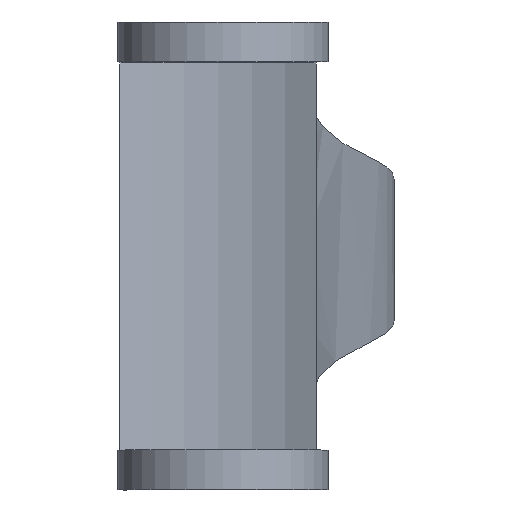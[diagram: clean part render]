
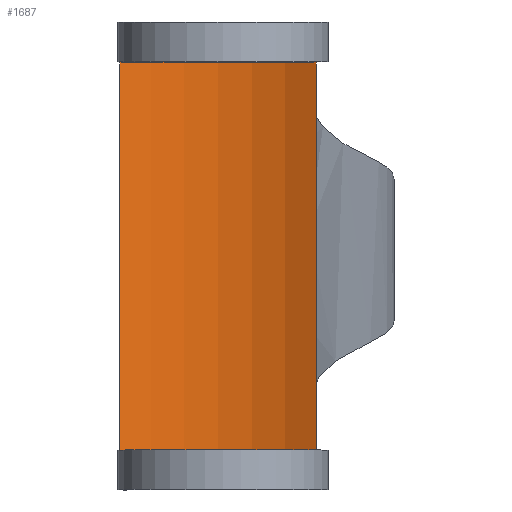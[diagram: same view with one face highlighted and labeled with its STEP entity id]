
A CAD part, top view. The second image highlights one B-rep face of the part: STEP entity #1687.
In plain terms, the highlighted cylindrical face has radius 15.5 mm (diameter 31 mm), a partial arc.
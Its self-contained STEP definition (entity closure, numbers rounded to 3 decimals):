
#80 = CARTESIAN_POINT ( 'NONE',  ( 2.594, 225.982, -7.815 ) ) ;
#81 = CARTESIAN_POINT ( 'NONE',  ( -4.877, 235.815, 5.766 ) ) ;
#91 = CARTESIAN_POINT ( 'NONE',  ( -12.343, 206.315, -7.817 ) ) ;
#190 = B_SPLINE_CURVE_WITH_KNOTS ( 'NONE', 3,
 ( #1482, #80, #1514, #207 ),
 .UNSPECIFIED., .F., .F.,
 ( 4, 4 ),
 ( -2.95, 0. ),
 .UNSPECIFIED. ) ;
#207 = CARTESIAN_POINT ( 'NONE',  ( 2.594, 206.315, -7.815 ) ) ;
#291 = VERTEX_POINT ( 'NONE', #1067 ) ;
#319 = CIRCLE ( 'NONE', #1353, 15.5 ) ;
#527 = CARTESIAN_POINT ( 'NONE',  ( 2.594, 206.315, -7.815 ) ) ;
#547 = ORIENTED_EDGE ( 'NONE', *, *, #1376, .F. ) ;
#586 = B_SPLINE_CURVE_WITH_KNOTS ( 'NONE', 3,
 ( #91, #654, #1063, #809 ),
 .UNSPECIFIED., .F., .F.,
 ( 4, 4 ),
 ( -2.95, 0. ),
 .UNSPECIFIED. ) ;
#643 = ORIENTED_EDGE ( 'NONE', *, *, #1427, .T. ) ;
#654 = CARTESIAN_POINT ( 'NONE',  ( -12.343, 216.148, -7.817 ) ) ;
#782 = CYLINDRICAL_SURFACE ( 'NONE', #1686, 15.5 ) ;
#809 = CARTESIAN_POINT ( 'NONE',  ( -12.343, 235.815, -7.817 ) ) ;
#891 = EDGE_CURVE ( 'NONE', #1390, #1680, #1383, .T. ) ;
#893 = EDGE_CURVE ( 'NONE', #1680, #1371, #190, .T. ) ;
#901 = CARTESIAN_POINT ( 'NONE',  ( -4.877, 235.815, 5.766 ) ) ;
#941 = DIRECTION ( 'NONE',  ( -1., 0., 0. ) ) ;
#968 = EDGE_LOOP ( 'NONE', ( #547, #643, #1263, #1812 ) ) ;
#1061 = DIRECTION ( 'NONE',  ( 0., -1., 0. ) ) ;
#1063 = CARTESIAN_POINT ( 'NONE',  ( -12.343, 225.982, -7.817 ) ) ;
#1067 = CARTESIAN_POINT ( 'NONE',  ( -12.343, 206.315, -7.817 ) ) ;
#1069 = CARTESIAN_POINT ( 'NONE',  ( 2.594, 235.815, -7.815 ) ) ;
#1076 = DIRECTION ( 'NONE',  ( -1., 0., 0. ) ) ;
#1080 = CARTESIAN_POINT ( 'NONE',  ( -12.343, 235.815, -7.817 ) ) ;
#1192 = DIRECTION ( 'NONE',  ( 0., -1., 0. ) ) ;
#1199 = DIRECTION ( 'NONE',  ( 0., -1., 0. ) ) ;
#1263 = ORIENTED_EDGE ( 'NONE', *, *, #893, .F. ) ;
#1353 = AXIS2_PLACEMENT_3D ( 'NONE', #1666, #1192, #1771 ) ;
#1371 = VERTEX_POINT ( 'NONE', #527 ) ;
#1376 = EDGE_CURVE ( 'NONE', #291, #1390, #586, .T. ) ;
#1383 = CIRCLE ( 'NONE', #1834, 15.5 ) ;
#1390 = VERTEX_POINT ( 'NONE', #1080 ) ;
#1427 = EDGE_CURVE ( 'NONE', #291, #1371, #319, .T. ) ;
#1482 = CARTESIAN_POINT ( 'NONE',  ( 2.594, 235.815, -7.815 ) ) ;
#1514 = CARTESIAN_POINT ( 'NONE',  ( 2.594, 216.148, -7.815 ) ) ;
#1655 = FACE_OUTER_BOUND ( 'NONE', #968, .T. ) ;
#1666 = CARTESIAN_POINT ( 'NONE',  ( -4.877, 206.315, 5.766 ) ) ;
#1680 = VERTEX_POINT ( 'NONE', #1069 ) ;
#1686 = AXIS2_PLACEMENT_3D ( 'NONE', #81, #1061, #941 ) ;
#1687 = ADVANCED_FACE ( 'NONE', ( #1655 ), #782, .F. ) ;
#1771 = DIRECTION ( 'NONE',  ( -1., 0., 0. ) ) ;
#1812 = ORIENTED_EDGE ( 'NONE', *, *, #891, .F. ) ;
#1834 = AXIS2_PLACEMENT_3D ( 'NONE', #901, #1199, #1076 ) ;
